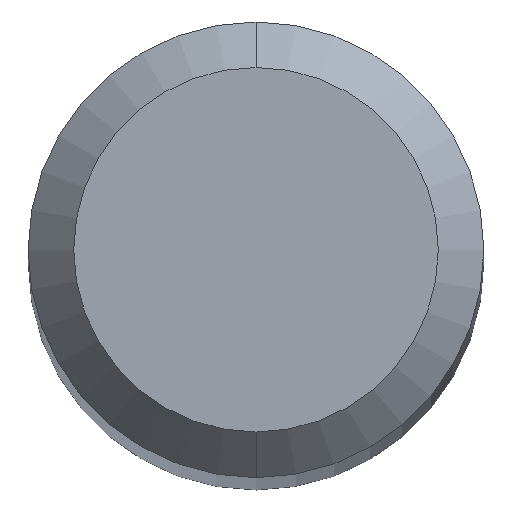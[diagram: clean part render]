
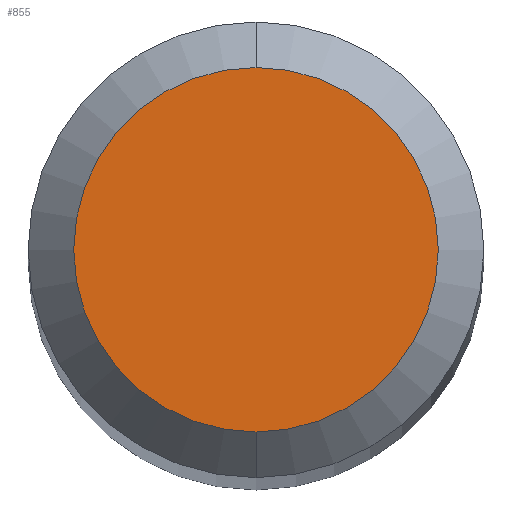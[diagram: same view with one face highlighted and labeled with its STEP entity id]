
A CAD part, top view. The second image highlights one B-rep face of the part: STEP entity #855.
In plain terms, the highlighted planar face has unit normal (0, 0, 1).
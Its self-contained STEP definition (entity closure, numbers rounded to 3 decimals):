
#413=EDGE_CURVE('',#891,#895,#1031,.T.);
#619=EDGE_CURVE('',#895,#891,#1255,.T.);
#855=ADVANCED_FACE('',(#1515),#1516,.T.);
#891=VERTEX_POINT('',#1557);
#895=VERTEX_POINT('',#1561);
#1031=CIRCLE('',#2364,1.2);
#1255=CIRCLE('',#3602,1.2);
#1515=FACE_OUTER_BOUND('',#4928,.T.);
#1516=PLANE('',#4929);
#1557=CARTESIAN_POINT('',(0.0,1.2,0.0));
#1561=CARTESIAN_POINT('',(0.,-1.2,0.0));
#2364=AXIS2_PLACEMENT_3D('',#5785,#5786,#5787);
#3602=AXIS2_PLACEMENT_3D('',#6025,#6026,#6027);
#4928=EDGE_LOOP('',(#6292,#6293));
#4929=AXIS2_PLACEMENT_3D('',#6294,#6295,#6296);
#5785=CARTESIAN_POINT('',(0.0,0.0,0.0));
#5786=DIRECTION('',(0.0,0.0,-1.0));
#5787=DIRECTION('',(0.0,1.0,0.0));
#6025=CARTESIAN_POINT('',(0.0,0.0,0.0));
#6026=DIRECTION('',(0.0,0.0,-1.0));
#6027=DIRECTION('',(0.0,1.0,0.0));
#6292=ORIENTED_EDGE('',*,*,#413,.F.);
#6293=ORIENTED_EDGE('',*,*,#619,.F.);
#6294=CARTESIAN_POINT('',(0.0,0.6,0.0));
#6295=DIRECTION('',(-0.0,0.0,1.0));
#6296=DIRECTION('',(0.0,-1.0,0.0));
